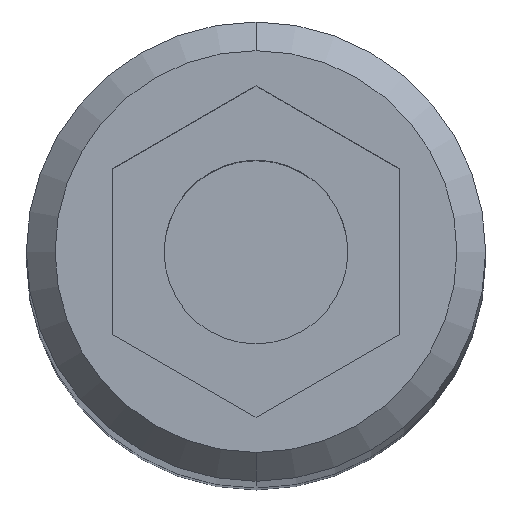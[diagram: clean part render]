
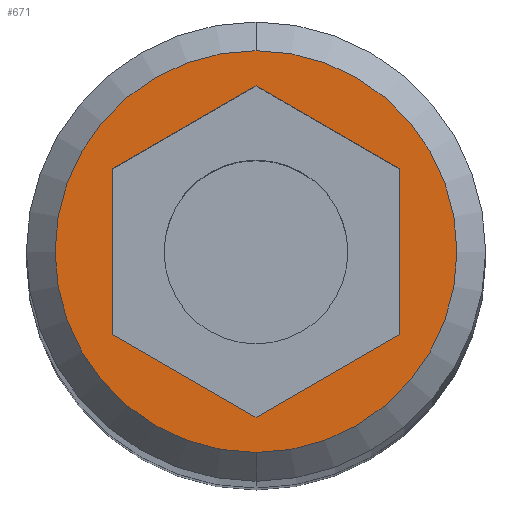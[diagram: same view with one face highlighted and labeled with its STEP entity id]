
A CAD part, top view. The second image highlights one B-rep face of the part: STEP entity #671.
In plain terms, the highlighted planar face has unit normal (0, 0, 1).
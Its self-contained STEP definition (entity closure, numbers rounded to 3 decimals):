
#226=DIRECTION('',(0.866,0.5,0.));
#227=VECTOR('',#226,1.443);
#228=CARTESIAN_POINT('',(0.,-1.443,44.));
#229=LINE('',#228,#227);
#233=DIRECTION('',(0.,1.,0.));
#234=VECTOR('',#233,1.443);
#235=CARTESIAN_POINT('',(1.25,-0.722,44.));
#236=LINE('',#235,#234);
#240=DIRECTION('',(-0.866,0.5,0.));
#241=VECTOR('',#240,1.443);
#242=CARTESIAN_POINT('',(1.25,0.722,44.));
#243=LINE('',#242,#241);
#247=DIRECTION('',(-0.866,-0.5,0.));
#248=VECTOR('',#247,1.443);
#249=CARTESIAN_POINT('',(0.,1.443,44.));
#250=LINE('',#249,#248);
#254=DIRECTION('',(0.,-1.,0.));
#255=VECTOR('',#254,1.443);
#256=CARTESIAN_POINT('',(-1.25,0.722,44.));
#257=LINE('',#256,#255);
#261=DIRECTION('',(0.866,-0.5,0.));
#262=VECTOR('',#261,1.443);
#263=CARTESIAN_POINT('',(-1.25,-0.722,44.));
#264=LINE('',#263,#262);
#268=CARTESIAN_POINT('',(0.,0.,44.));
#269=DIRECTION('',(0.,0.,1.));
#270=DIRECTION('',(0.,1.,0.));
#271=AXIS2_PLACEMENT_3D('',#268,#269,#270);
#276=CARTESIAN_POINT('',(0.,0.,44.));
#277=DIRECTION('',(0.,0.,1.));
#278=DIRECTION('',(0.,-1.,0.));
#279=AXIS2_PLACEMENT_3D('',#276,#277,#278);
#457=CARTESIAN_POINT('',(0.,-1.443,44.));
#458=CARTESIAN_POINT('',(1.25,-0.722,44.));
#459=VERTEX_POINT('',#457);
#460=VERTEX_POINT('',#458);
#461=CARTESIAN_POINT('',(-1.25,-0.722,44.));
#462=VERTEX_POINT('',#461);
#463=CARTESIAN_POINT('',(-1.25,0.722,44.));
#464=VERTEX_POINT('',#463);
#465=CARTESIAN_POINT('',(0.,1.443,44.));
#466=VERTEX_POINT('',#465);
#467=CARTESIAN_POINT('',(1.25,0.722,44.));
#468=VERTEX_POINT('',#467);
#477=CARTESIAN_POINT('',(0.,1.75,44.));
#478=CARTESIAN_POINT('',(0.,-1.75,44.));
#479=VERTEX_POINT('',#477);
#480=VERTEX_POINT('',#478);
#647=CARTESIAN_POINT('',(0.,0.,44.));
#648=DIRECTION('',(0.,0.,-1.));
#649=DIRECTION('',(0.,-1.,0.));
#650=AXIS2_PLACEMENT_3D('',#647,#648,#649);
#651=PLANE('',#650);
#652=ORIENTED_EDGE('',*,*,#637,.F.);
#654=ORIENTED_EDGE('',*,*,#653,.F.);
#655=EDGE_LOOP('',(#652,#654));
#656=FACE_OUTER_BOUND('',#655,.F.);
#658=ORIENTED_EDGE('',*,*,#657,.T.);
#660=ORIENTED_EDGE('',*,*,#659,.T.);
#662=ORIENTED_EDGE('',*,*,#661,.T.);
#664=ORIENTED_EDGE('',*,*,#663,.T.);
#666=ORIENTED_EDGE('',*,*,#665,.T.);
#668=ORIENTED_EDGE('',*,*,#667,.T.);
#669=EDGE_LOOP('',(#658,#660,#662,#664,#666,#668));
#670=FACE_BOUND('',#669,.F.);
#671=ADVANCED_FACE('',(#656,#670),#651,.F.);
#272=CIRCLE('',#271,1.75);
#280=CIRCLE('',#279,1.75);
#637=EDGE_CURVE('',#479,#480,#272,.T.);
#653=EDGE_CURVE('',#480,#479,#280,.T.);
#657=EDGE_CURVE('',#459,#460,#229,.T.);
#659=EDGE_CURVE('',#460,#468,#236,.T.);
#661=EDGE_CURVE('',#468,#466,#243,.T.);
#663=EDGE_CURVE('',#466,#464,#250,.T.);
#665=EDGE_CURVE('',#464,#462,#257,.T.);
#667=EDGE_CURVE('',#462,#459,#264,.T.);
